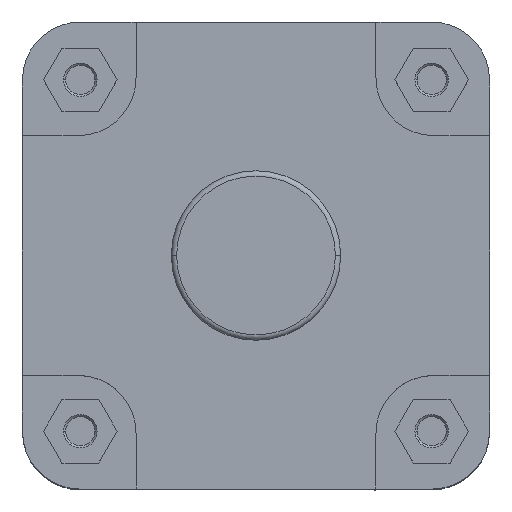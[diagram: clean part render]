
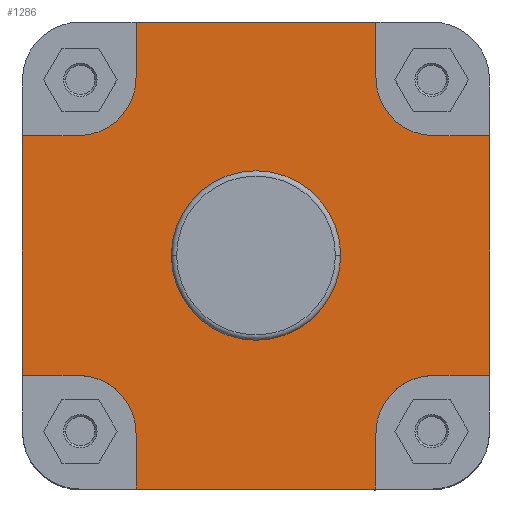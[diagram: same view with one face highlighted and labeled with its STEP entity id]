
A CAD part, top view. The second image highlights one B-rep face of the part: STEP entity #1286.
In plain terms, the highlighted planar face has unit normal (0, 0, 1).
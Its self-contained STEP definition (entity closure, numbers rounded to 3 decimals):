
#338 = CARTESIAN_POINT ( 'NONE',  ( 39.9, 0., -65.368 ) ) ;
#339 = CARTESIAN_POINT ( 'NONE',  ( -39.9, 0., -65.368 ) ) ;
#404 = CARTESIAN_POINT ( 'NONE',  ( -110., 56.5, -65.368 ) ) ;
#405 = CARTESIAN_POINT ( 'NONE',  ( -110., -56.5, -65.368 ) ) ;
#406 = CARTESIAN_POINT ( 'NONE',  ( -83.75, -56.5, -65.368 ) ) ;
#407 = CARTESIAN_POINT ( 'NONE',  ( -56.5, -83.75, -65.368 ) ) ;
#408 = CARTESIAN_POINT ( 'NONE',  ( -56.5, -110., -65.368 ) ) ;
#409 = CARTESIAN_POINT ( 'NONE',  ( 56.5, -110., -65.368 ) ) ;
#410 = CARTESIAN_POINT ( 'NONE',  ( 56.5, -83.75, -65.368 ) ) ;
#411 = CARTESIAN_POINT ( 'NONE',  ( 83.75, -56.5, -65.368 ) ) ;
#412 = CARTESIAN_POINT ( 'NONE',  ( 110., -56.5, -65.368 ) ) ;
#413 = CARTESIAN_POINT ( 'NONE',  ( 110., 56.5, -65.368 ) ) ;
#414 = CARTESIAN_POINT ( 'NONE',  ( 83.75, 56.5, -65.368 ) ) ;
#415 = CARTESIAN_POINT ( 'NONE',  ( 56.5, 83.75, -65.368 ) ) ;
#416 = CARTESIAN_POINT ( 'NONE',  ( 56.5, 110., -65.368 ) ) ;
#417 = CARTESIAN_POINT ( 'NONE',  ( -56.5, 110., -65.368 ) ) ;
#418 = CARTESIAN_POINT ( 'NONE',  ( -56.5, 83.75, -65.368 ) ) ;
#419 = CARTESIAN_POINT ( 'NONE',  ( -83.75, 56.5, -65.368 ) ) ;
#818 = VERTEX_POINT ( 'NONE', #419 ) ;
#819 = VERTEX_POINT ( 'NONE', #418 ) ;
#820 = VERTEX_POINT ( 'NONE', #417 ) ;
#821 = VERTEX_POINT ( 'NONE', #416 ) ;
#822 = VERTEX_POINT ( 'NONE', #415 ) ;
#823 = VERTEX_POINT ( 'NONE', #414 ) ;
#824 = VERTEX_POINT ( 'NONE', #413 ) ;
#825 = VERTEX_POINT ( 'NONE', #412 ) ;
#826 = VERTEX_POINT ( 'NONE', #411 ) ;
#827 = VERTEX_POINT ( 'NONE', #410 ) ;
#828 = VERTEX_POINT ( 'NONE', #409 ) ;
#829 = VERTEX_POINT ( 'NONE', #408 ) ;
#830 = VERTEX_POINT ( 'NONE', #407 ) ;
#831 = VERTEX_POINT ( 'NONE', #406 ) ;
#832 = VERTEX_POINT ( 'NONE', #405 ) ;
#833 = VERTEX_POINT ( 'NONE', #404 ) ;
#891 = VERTEX_POINT ( 'NONE', #339 ) ;
#892 = VERTEX_POINT ( 'NONE', #338 ) ;
#1286 = ADVANCED_FACE ( 'NONE', ( #6332, #6331 ), #1738, .F. ) ;
#1726 = CARTESIAN_POINT ( 'NONE',  ( 0., 39.9, -65.368 ) ) ;
#1738 = PLANE ( 'NONE',  #5108 ) ;
#1739 = DIRECTION ( 'NONE',  ( 0., 0., -1. ) ) ;
#1740 = DIRECTION ( 'NONE',  ( -1., 0., 0. ) ) ;
#2421 = CARTESIAN_POINT ( 'NONE',  ( 0., 0., -65.368 ) ) ;
#2423 = DIRECTION ( 'NONE',  ( 0., 0., 1. ) ) ;
#2424 = DIRECTION ( 'NONE',  ( 1., 0., 0. ) ) ;
#2832 = CIRCLE ( 'NONE', #5222, 39.9 ) ;
#2925 = LINE ( 'NONE', #3618, #2929 ) ;
#2928 = VECTOR ( 'NONE', #3626, 1000. ) ;
#2929 = VECTOR ( 'NONE', #3621, 1000. ) ;
#2930 = LINE ( 'NONE', #3625, #2928 ) ;
#2931 = VECTOR ( 'NONE', #3640, 1000. ) ;
#2932 = LINE ( 'NONE', #3620, #2934 ) ;
#2933 = CIRCLE ( 'NONE', #5233, 39.9 ) ;
#2934 = VECTOR ( 'NONE', #3628, 1000. ) ;
#2935 = VECTOR ( 'NONE', #3632, 1000. ) ;
#2936 = LINE ( 'NONE', #3627, #2935 ) ;
#2937 = CIRCLE ( 'NONE', #5236, 27.25 ) ;
#2938 = LINE ( 'NONE', #3634, #2939 ) ;
#2939 = VECTOR ( 'NONE', #3635, 1000. ) ;
#2940 = LINE ( 'NONE', #3641, #2945 ) ;
#2941 = LINE ( 'NONE', #3639, #2944 ) ;
#2942 = LINE ( 'NONE', #3633, #2931 ) ;
#2943 = CIRCLE ( 'NONE', #5235, 27.25 ) ;
#2944 = VECTOR ( 'NONE', #3642, 1000. ) ;
#2945 = VECTOR ( 'NONE', #3644, 1000. ) ;
#2946 = VECTOR ( 'NONE', #3649, 1000. ) ;
#2947 = LINE ( 'NONE', #3650, #2952 ) ;
#2948 = LINE ( 'NONE', #3648, #2951 ) ;
#2949 = LINE ( 'NONE', #3643, #2946 ) ;
#2950 = CIRCLE ( 'NONE', #5227, 27.25 ) ;
#2951 = VECTOR ( 'NONE', #3651, 1000. ) ;
#2952 = VECTOR ( 'NONE', #3653, 1000. ) ;
#2953 = VECTOR ( 'NONE', #3658, 1000. ) ;
#2954 = LINE ( 'NONE', #3652, #2953 ) ;
#2955 = CIRCLE ( 'NONE', #5237, 27.25 ) ;
#3436 = EDGE_LOOP ( 'NONE', ( #5556, #5555, #5554, #5553, #5552, #5551, #5550, #5549, #5548, #5547, #5546, #5545, #5544, #5543, #5542, #5541 ) ) ;
#3618 = CARTESIAN_POINT ( 'NONE',  ( -56.5, -83.75, -65.368 ) ) ;
#3620 = CARTESIAN_POINT ( 'NONE',  ( -110., -242.141, -65.368 ) ) ;
#3621 = DIRECTION ( 'NONE',  ( 0., 1., 0. ) ) ;
#3622 = CARTESIAN_POINT ( 'NONE',  ( 0., 0., -65.368 ) ) ;
#3623 = DIRECTION ( 'NONE',  ( 0., 0., 1. ) ) ;
#3624 = DIRECTION ( 'NONE',  ( 1., 0., 0. ) ) ;
#3625 = CARTESIAN_POINT ( 'NONE',  ( -110., -56.5, -65.368 ) ) ;
#3626 = DIRECTION ( 'NONE',  ( -1., 0., 0. ) ) ;
#3627 = CARTESIAN_POINT ( 'NONE',  ( 0., -110., -65.368 ) ) ;
#3628 = DIRECTION ( 'NONE',  ( 0., -1., 0. ) ) ;
#3629 = CARTESIAN_POINT ( 'NONE',  ( -83.75, -83.75, -65.368 ) ) ;
#3630 = DIRECTION ( 'NONE',  ( 0., 0., 1. ) ) ;
#3631 = DIRECTION ( 'NONE',  ( -1., 0., 0. ) ) ;
#3632 = DIRECTION ( 'NONE',  ( 1., 0., 0. ) ) ;
#3633 = CARTESIAN_POINT ( 'NONE',  ( 83.75, -56.5, -65.368 ) ) ;
#3634 = CARTESIAN_POINT ( 'NONE',  ( 56.5, -110., -65.368 ) ) ;
#3635 = DIRECTION ( 'NONE',  ( 0., -1., 0. ) ) ;
#3636 = CARTESIAN_POINT ( 'NONE',  ( 83.75, -83.75, -65.368 ) ) ;
#3637 = DIRECTION ( 'NONE',  ( 0., 0., 1. ) ) ;
#3638 = DIRECTION ( 'NONE',  ( -1., 0., 0. ) ) ;
#3639 = CARTESIAN_POINT ( 'NONE',  ( 110., -242.141, -65.368 ) ) ;
#3640 = DIRECTION ( 'NONE',  ( -1., 0., 0. ) ) ;
#3641 = CARTESIAN_POINT ( 'NONE',  ( 110., 56.5, -65.368 ) ) ;
#3642 = DIRECTION ( 'NONE',  ( 0., -1., 0. ) ) ;
#3643 = CARTESIAN_POINT ( 'NONE',  ( 56.5, 83.75, -65.368 ) ) ;
#3644 = DIRECTION ( 'NONE',  ( 1., 0., 0. ) ) ;
#3645 = CARTESIAN_POINT ( 'NONE',  ( 83.75, 83.75, -65.368 ) ) ;
#3646 = DIRECTION ( 'NONE',  ( 0., 0., 1. ) ) ;
#3647 = DIRECTION ( 'NONE',  ( -1., 0., 0. ) ) ;
#3648 = CARTESIAN_POINT ( 'NONE',  ( 0., 110., -65.368 ) ) ;
#3649 = DIRECTION ( 'NONE',  ( 0., -1., 0. ) ) ;
#3650 = CARTESIAN_POINT ( 'NONE',  ( -56.5, 110., -65.368 ) ) ;
#3651 = DIRECTION ( 'NONE',  ( 1., 0., 0. ) ) ;
#3652 = CARTESIAN_POINT ( 'NONE',  ( -83.75, 56.5, -65.368 ) ) ;
#3653 = DIRECTION ( 'NONE',  ( 0., 1., 0. ) ) ;
#3654 = CARTESIAN_POINT ( 'NONE',  ( -83.75, 83.75, -65.368 ) ) ;
#3655 = DIRECTION ( 'NONE',  ( 0., 0., 1. ) ) ;
#3656 = DIRECTION ( 'NONE',  ( -1., 0., 0. ) ) ;
#3658 = DIRECTION ( 'NONE',  ( 1., 0., 0. ) ) ;
#4582 = EDGE_CURVE ( 'NONE', #892, #891, #2832, .T. ) ;
#4637 = EDGE_CURVE ( 'NONE', #829, #830, #2925, .T. ) ;
#4638 = EDGE_CURVE ( 'NONE', #891, #892, #2933, .T. ) ;
#4639 = EDGE_CURVE ( 'NONE', #831, #832, #2930, .T. ) ;
#4640 = EDGE_CURVE ( 'NONE', #833, #832, #2932, .T. ) ;
#4641 = EDGE_CURVE ( 'NONE', #830, #831, #2937, .T. ) ;
#4642 = EDGE_CURVE ( 'NONE', #829, #828, #2936, .T. ) ;
#4643 = EDGE_CURVE ( 'NONE', #827, #828, #2938, .T. ) ;
#4644 = EDGE_CURVE ( 'NONE', #826, #827, #2943, .T. ) ;
#4645 = EDGE_CURVE ( 'NONE', #825, #826, #2942, .T. ) ;
#4646 = EDGE_CURVE ( 'NONE', #824, #825, #2941, .T. ) ;
#4647 = EDGE_CURVE ( 'NONE', #823, #824, #2940, .T. ) ;
#4648 = EDGE_CURVE ( 'NONE', #822, #823, #2950, .T. ) ;
#4649 = EDGE_CURVE ( 'NONE', #821, #822, #2949, .T. ) ;
#4650 = EDGE_CURVE ( 'NONE', #820, #821, #2948, .T. ) ;
#4651 = EDGE_CURVE ( 'NONE', #819, #820, #2947, .T. ) ;
#4652 = EDGE_CURVE ( 'NONE', #818, #819, #2955, .T. ) ;
#4653 = EDGE_CURVE ( 'NONE', #833, #818, #2954, .T. ) ;
#5108 = AXIS2_PLACEMENT_3D ( 'NONE', #1726, #1739, #1740 ) ;
#5222 = AXIS2_PLACEMENT_3D ( 'NONE', #2421, #2423, #2424 ) ;
#5227 = AXIS2_PLACEMENT_3D ( 'NONE', #3645, #3646, #3647 ) ;
#5233 = AXIS2_PLACEMENT_3D ( 'NONE', #3622, #3623, #3624 ) ;
#5235 = AXIS2_PLACEMENT_3D ( 'NONE', #3636, #3637, #3638 ) ;
#5236 = AXIS2_PLACEMENT_3D ( 'NONE', #3629, #3630, #3631 ) ;
#5237 = AXIS2_PLACEMENT_3D ( 'NONE', #3654, #3655, #3656 ) ;
#5541 = ORIENTED_EDGE ( 'NONE', *, *, #4653, .F. ) ;
#5542 = ORIENTED_EDGE ( 'NONE', *, *, #4652, .F. ) ;
#5543 = ORIENTED_EDGE ( 'NONE', *, *, #4651, .F. ) ;
#5544 = ORIENTED_EDGE ( 'NONE', *, *, #4650, .F. ) ;
#5545 = ORIENTED_EDGE ( 'NONE', *, *, #4649, .F. ) ;
#5546 = ORIENTED_EDGE ( 'NONE', *, *, #4648, .F. ) ;
#5547 = ORIENTED_EDGE ( 'NONE', *, *, #4647, .F. ) ;
#5548 = ORIENTED_EDGE ( 'NONE', *, *, #4646, .F. ) ;
#5549 = ORIENTED_EDGE ( 'NONE', *, *, #4645, .F. ) ;
#5550 = ORIENTED_EDGE ( 'NONE', *, *, #4644, .F. ) ;
#5551 = ORIENTED_EDGE ( 'NONE', *, *, #4643, .F. ) ;
#5552 = ORIENTED_EDGE ( 'NONE', *, *, #4642, .T. ) ;
#5553 = ORIENTED_EDGE ( 'NONE', *, *, #4637, .F. ) ;
#5554 = ORIENTED_EDGE ( 'NONE', *, *, #4641, .F. ) ;
#5555 = ORIENTED_EDGE ( 'NONE', *, *, #4639, .F. ) ;
#5556 = ORIENTED_EDGE ( 'NONE', *, *, #4640, .T. ) ;
#5557 = ORIENTED_EDGE ( 'NONE', *, *, #4638, .F. ) ;
#5558 = ORIENTED_EDGE ( 'NONE', *, *, #4582, .F. ) ;
#6331 = FACE_OUTER_BOUND ( 'NONE', #3436, .T. ) ;
#6332 = FACE_BOUND ( 'NONE', #6509, .T. ) ;
#6509 = EDGE_LOOP ( 'NONE', ( #5558, #5557 ) ) ;
